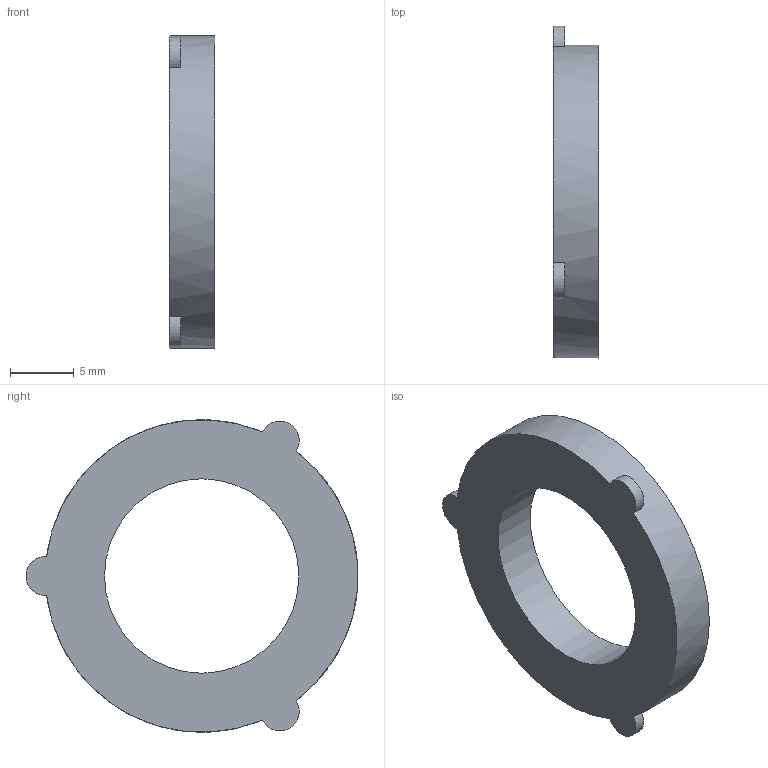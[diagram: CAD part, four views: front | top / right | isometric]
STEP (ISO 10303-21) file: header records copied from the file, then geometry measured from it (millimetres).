
FILE_DESCRIPTION(/* description */ ('Garden Hose Fitting Gasket'),/* implementation_level */ '2;1');
FILE_NAME(/* name */ 'GHFT075G.stp',/* time_stamp */ '2016-12-05T15:15:04-05:00',/* author */ ('ALR'),/* organization */ (''),/* preprocessor_version */ 'ST-DEVELOPER v16.5',/* originating_system */ 'Autodesk Inventor 2017',/* authorisation */ '');
FILE_SCHEMA (('AUTOMOTIVE_DESIGN { 1 0 10303 214 3 1 1 }'));
Length unit declared in the file: inch
Products named in the file (1): GHFT075G
Bounding box: 3.56 x 26.03 x 24.51 mm (x, y, z)
Volume: 1039.2 mm3; surface area: 1050.6 mm2
Topology: 1 solids, 1 shells, 10 faces, 24 edges, 16 vertices
Faces by surface type: plane 5, cylinder 5
Full cylindrical faces by diameter (mm): 15.24 x1, 24.511 x1
Entity records: 320 total; most frequent: DIRECTION 58, CARTESIAN_POINT 47, ORIENTED_EDGE 42, AXIS2_PLACEMENT_3D 26, EDGE_CURVE 21, CIRCLE 15, VERTEX_POINT 15, EDGE_LOOP 14
